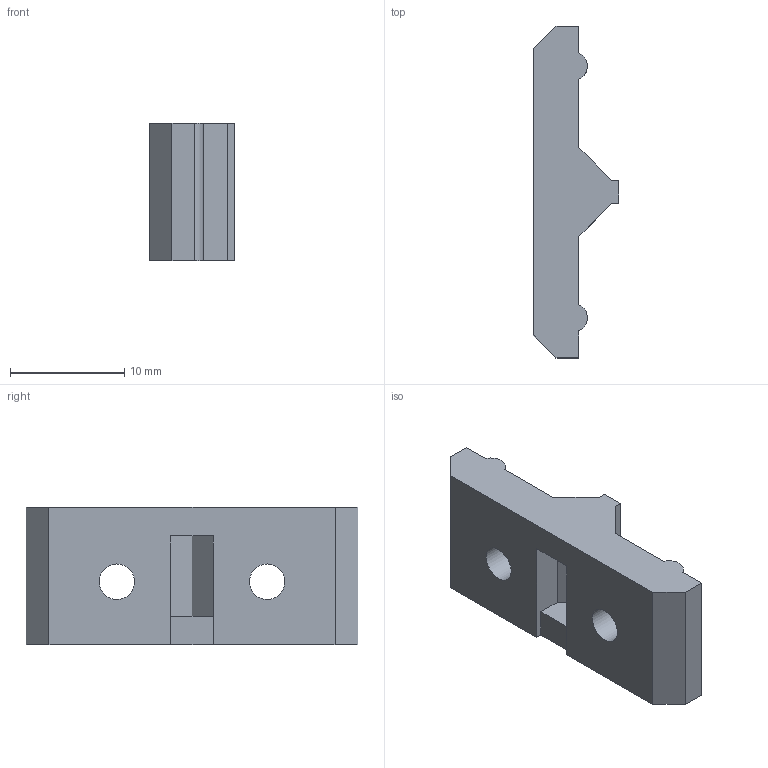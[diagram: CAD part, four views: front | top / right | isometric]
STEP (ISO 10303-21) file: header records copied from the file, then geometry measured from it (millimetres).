
FILE_DESCRIPTION((''),'2;1');
FILE_NAME('BELT CLAMP 1.stp','2014-06-10T14:29:01',('jge'),(''),'Autodesk Inventor 2012','Autodesk Inventor 2012','');
FILE_SCHEMA(('AUTOMOTIVE_DESIGN { 1 0 10303 214 1 1 1 1 }'));
Length unit declared in the file: millimetre
Products named in the file (1): BELT CLAMP 1
Bounding box: 7.5 x 29 x 12 mm (x, y, z)
Volume: 1403.9 mm3; surface area: 1199 mm2
Topology: 1 solids, 1 shells, 27 faces, 75 edges, 50 vertices
Faces by surface type: plane 23, cylinder 4
Full cylindrical faces by diameter (mm): 3.1 x2
Entity records: 881 total; most frequent: CARTESIAN_POINT 151, ORIENTED_EDGE 146, DIRECTION 137, EDGE_CURVE 73, VECTOR 65, LINE 65, VERTEX_POINT 50, AXIS2_PLACEMENT_3D 36
